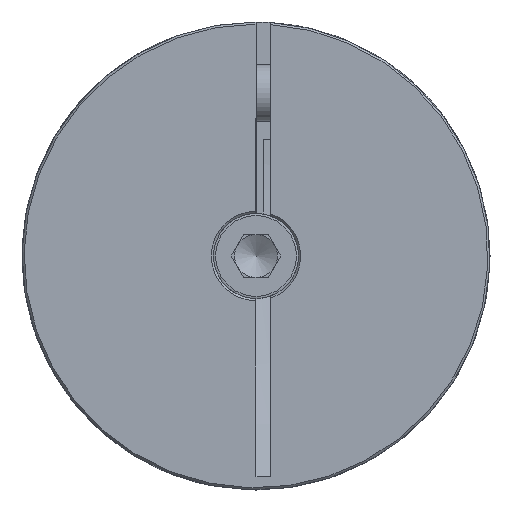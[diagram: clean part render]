
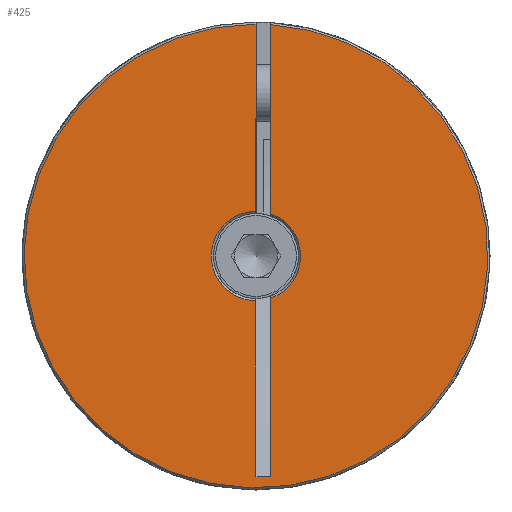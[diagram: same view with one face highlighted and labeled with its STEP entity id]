
A CAD part, left-side view. The second image highlights one B-rep face of the part: STEP entity #425.
In plain terms, the highlighted face is planar.
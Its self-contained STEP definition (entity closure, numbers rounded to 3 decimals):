
#425 = ADVANCED_FACE( 'NONE', ( #880 ), #881, .T. );
#880 = FACE_OUTER_BOUND( '', #1305, .T. );
#881 = PLANE( '', #1306 );
#1305 = EDGE_LOOP( '', ( #2031, #2032, #2033, #2034, #2035, #2036, #2037, #2038 ) );
#1306 = AXIS2_PLACEMENT_3D( '', #2039, #2040, #2041 );
#2031 = ORIENTED_EDGE( '', *, *, #2291, .F. );
#2032 = ORIENTED_EDGE( '', *, *, #2266, .T. );
#2033 = ORIENTED_EDGE( '', *, *, #2108, .F. );
#2034 = ORIENTED_EDGE( '', *, *, #2294, .T. );
#2035 = ORIENTED_EDGE( '', *, *, #2241, .T. );
#2036 = ORIENTED_EDGE( '', *, *, #2214, .T. );
#2037 = ORIENTED_EDGE( '', *, *, #2097, .T. );
#2038 = ORIENTED_EDGE( '', *, *, #2170, .F. );
#2039 = CARTESIAN_POINT( '', ( 0., 0., 29. ) );
#2040 = DIRECTION( '', ( 0., 0., 1. ) );
#2041 = DIRECTION( '', ( 1., 0., 0. ) );
#2097 = EDGE_CURVE( 'NONE', #2395, #2396, #2397, .T. );
#2108 = EDGE_CURVE( 'NONE', #2412, #2413, #2414, .F. );
#2170 = EDGE_CURVE( 'NONE', #2501, #2396, #2502, .F. );
#2214 = EDGE_CURVE( 'NONE', #2566, #2395, #2567, .F. );
#2241 = EDGE_CURVE( 'NONE', #2607, #2566, #2608, .T. );
#2266 = EDGE_CURVE( 'NONE', #2640, #2413, #2641, .F. );
#2291 = EDGE_CURVE( 'NONE', #2640, #2501, #2671, .F. );
#2294 = EDGE_CURVE( 'NONE', #2412, #2607, #2674, .T. );
#2395 = VERTEX_POINT( 'NONE', #2948 );
#2396 = VERTEX_POINT( 'NONE', #2949 );
#2397 = LINE( '', #2950, #2951 );
#2412 = VERTEX_POINT( 'NONE', #2970 );
#2413 = VERTEX_POINT( 'NONE', #2971 );
#2414 = LINE( '', #2972, #2973 );
#2501 = VERTEX_POINT( 'NONE', #3073 );
#2502 = LINE( '', #3074, #3075 );
#2566 = VERTEX_POINT( 'NONE', #3146 );
#2567 = CIRCLE( '', #3147, 6.3 );
#2607 = VERTEX_POINT( 'NONE', #3195 );
#2608 = LINE( '', #3196, #3197 );
#2640 = VERTEX_POINT( 'NONE', #3235 );
#2641 = CIRCLE( '', #3236, 6.3 );
#2671 = LINE( '', #3270, #3271 );
#2674 = CIRCLE( '', #3274, 32.7 );
#2948 = CARTESIAN_POINT( '', ( -5.974, -2., 29. ) );
#2949 = CARTESIAN_POINT( '', ( -31.103, -2., 29. ) );
#2950 = CARTESIAN_POINT( '', ( 0., -2., 29. ) );
#2951 = VECTOR( '', #3368, 1000. );
#2970 = CARTESIAN_POINT( '', ( 32.7, 0., 29. ) );
#2971 = CARTESIAN_POINT( '', ( 6.3, 0., 29. ) );
#2972 = CARTESIAN_POINT( '', ( 16.5, 0., 29. ) );
#2973 = VECTOR( '', #3382, 1000. );
#3073 = CARTESIAN_POINT( '', ( -31.103, 0., 29. ) );
#3074 = CARTESIAN_POINT( '', ( -31.103, -2., 29. ) );
#3075 = VECTOR( '', #3468, 1000. );
#3146 = CARTESIAN_POINT( '', ( 5.974, -2., 29. ) );
#3147 = AXIS2_PLACEMENT_3D( '', #3539, #3540, #3541 );
#3195 = CARTESIAN_POINT( '', ( 32.639, -2., 29. ) );
#3196 = CARTESIAN_POINT( '', ( 0., -2., 29. ) );
#3197 = VECTOR( '', #3577, 1000. );
#3235 = CARTESIAN_POINT( '', ( -6.3, 0., 29. ) );
#3236 = AXIS2_PLACEMENT_3D( '', #3602, #3603, #3604 );
#3270 = CARTESIAN_POINT( '', ( 16.5, 0., 29. ) );
#3271 = VECTOR( '', #3630, 1000. );
#3274 = AXIS2_PLACEMENT_3D( '', #3631, #3632, #3633 );
#3368 = DIRECTION( '', ( -1., 0., 0. ) );
#3382 = DIRECTION( '', ( 1., 0., 0. ) );
#3468 = DIRECTION( '', ( 0., 1., 0. ) );
#3539 = CARTESIAN_POINT( '', ( 0., 0., 29. ) );
#3540 = DIRECTION( '', ( 0., 0., 1. ) );
#3541 = DIRECTION( '', ( 1., 0., 0. ) );
#3577 = DIRECTION( '', ( -1., 0., 0. ) );
#3602 = CARTESIAN_POINT( '', ( 0., 0., 29. ) );
#3603 = DIRECTION( '', ( 0., 0., 1. ) );
#3604 = DIRECTION( '', ( 1., 0., 0. ) );
#3630 = DIRECTION( '', ( 1., 0., 0. ) );
#3631 = CARTESIAN_POINT( '', ( 0., 0., 29. ) );
#3632 = DIRECTION( '', ( 0., 0., 1. ) );
#3633 = DIRECTION( '', ( 1., 0., 0. ) );
